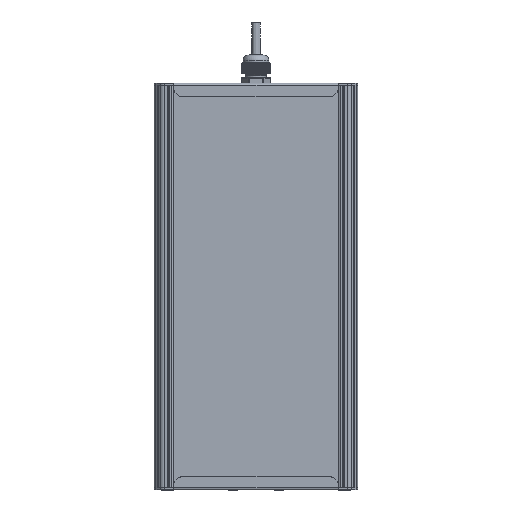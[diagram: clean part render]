
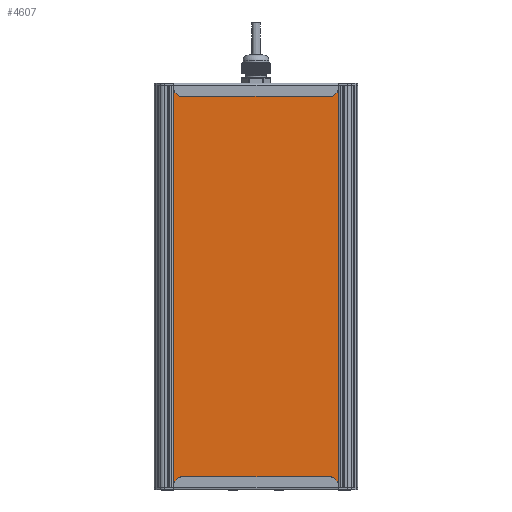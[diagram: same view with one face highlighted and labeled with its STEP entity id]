
A CAD part, front view. The second image highlights one B-rep face of the part: STEP entity #4607.
In plain terms, the highlighted face is planar.
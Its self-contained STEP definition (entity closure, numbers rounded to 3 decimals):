
#4607=ADVANCED_FACE('',(#15502),#15504,.T.);
#15502=FACE_BOUND('',#15503,.T.);
#15503=EDGE_LOOP('',(#46258,#46259,#46260,#46261));
#15504=PLANE('',#15505);
#15505=AXIS2_PLACEMENT_3D('',#15506,#15507,#15508);
#15506=CARTESIAN_POINT('',(2111.497,401.002,-34.582));
#15507=DIRECTION('',(0.,0.,-1.));
#15508=DIRECTION('',(0.,1.,0.));
#46258=ORIENTED_EDGE('',*,*,#55144,.F.);
#46259=ORIENTED_EDGE('',*,*,#55143,.T.);
#46260=ORIENTED_EDGE('',*,*,#55145,.F.);
#46261=ORIENTED_EDGE('',*,*,#55146,.F.);
#55143=EDGE_CURVE('',#61879,#61883,#61885,.T.);
#55144=EDGE_CURVE('',#61879,#61886,#61887,.T.);
#55145=EDGE_CURVE('',#61888,#61883,#61889,.T.);
#55146=EDGE_CURVE('',#61886,#61888,#61890,.T.);
#61879=VERTEX_POINT('',#82509);
#61883=VERTEX_POINT('',#82517);
#61885=LINE('',#82521,#82522);
#61886=VERTEX_POINT('',#82524);
#61887=LINE('',#82525,#82526);
#61888=VERTEX_POINT('',#82528);
#61889=LINE('',#82529,#82530);
#61890=LINE('',#82532,#82533);
#82509=CARTESIAN_POINT('',(2111.497,565.13,-34.582));
#82517=CARTESIAN_POINT('',(2482.497,565.13,-34.582));
#82521=CARTESIAN_POINT('',(2111.497,565.13,-34.582));
#82522=VECTOR('',#82523,1.);
#82523=DIRECTION('',(1.,0.,0.));
#82524=CARTESIAN_POINT('',(2111.497,401.002,-34.582));
#82525=CARTESIAN_POINT('',(2111.497,565.13,-34.582));
#82526=VECTOR('',#82527,1.);
#82527=DIRECTION('',(0.,-1.,0.));
#82528=CARTESIAN_POINT('',(2482.497,401.002,-34.582));
#82529=CARTESIAN_POINT('',(2482.497,401.002,-34.582));
#82530=VECTOR('',#82531,1.);
#82531=DIRECTION('',(0.,1.,0.));
#82532=CARTESIAN_POINT('',(2111.497,401.002,-34.582));
#82533=VECTOR('',#82534,1.);
#82534=DIRECTION('',(1.,0.,0.));
